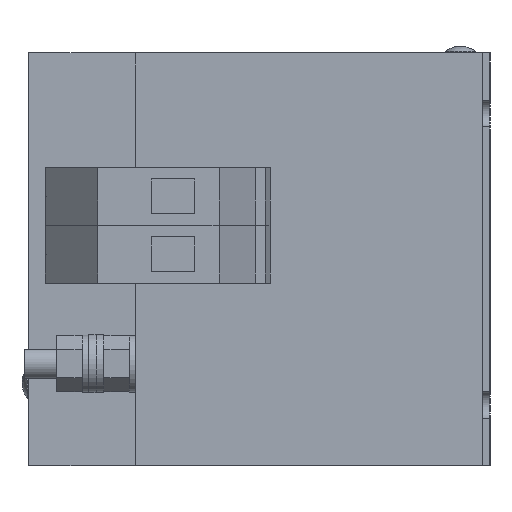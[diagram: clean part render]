
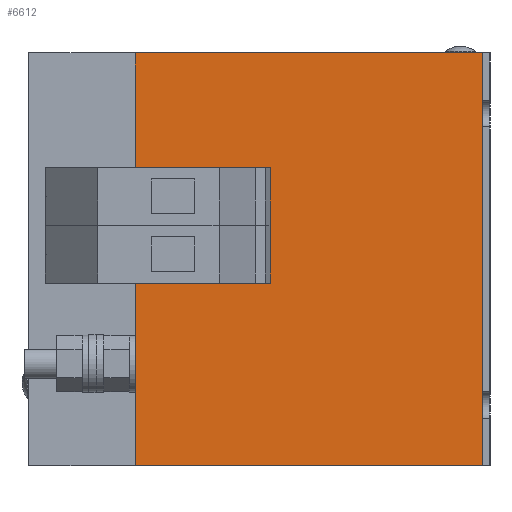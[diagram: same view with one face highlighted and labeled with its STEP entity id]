
A CAD part, left-side view. The second image highlights one B-rep face of the part: STEP entity #6612.
In plain terms, the highlighted planar face has unit normal (-1, 0, 0).
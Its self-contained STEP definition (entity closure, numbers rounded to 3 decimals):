
#153 = FACE_OUTER_BOUND ( 'NONE', #2145, .T. ) ;
#236 = CARTESIAN_POINT ( 'NONE',  ( -97.5, 0., -42. ) ) ;
#243 = VECTOR ( 'NONE', #4783, 1000. ) ;
#293 = CARTESIAN_POINT ( 'NONE',  ( -97.5, 0., 43. ) ) ;
#409 = VERTEX_POINT ( 'NONE', #6114 ) ;
#439 = CARTESIAN_POINT ( 'NONE',  ( -97.5, 0., -42. ) ) ;
#462 = DIRECTION ( 'NONE',  ( 0., 0., 1. ) ) ;
#561 = DIRECTION ( 'NONE',  ( 0., -1., 0. ) ) ;
#734 = VECTOR ( 'NONE', #746, 1000. ) ;
#746 = DIRECTION ( 'NONE',  ( 0., 0., -1. ) ) ;
#801 = ORIENTED_EDGE ( 'NONE', *, *, #1617, .T. ) ;
#984 = ORIENTED_EDGE ( 'NONE', *, *, #6194, .F. ) ;
#990 = CARTESIAN_POINT ( 'NONE',  ( -97.5, 0., -42. ) ) ;
#1137 = CARTESIAN_POINT ( 'NONE',  ( -97.5, 43.8, -42. ) ) ;
#1265 = CARTESIAN_POINT ( 'NONE',  ( -97.5, 71.5, 43. ) ) ;
#1416 = LINE ( 'NONE', #236, #3126 ) ;
#1502 = CARTESIAN_POINT ( 'NONE',  ( -97.5, 71.5, -42. ) ) ;
#1617 = EDGE_CURVE ( 'NONE', #3497, #2590, #5179, .T. ) ;
#1701 = LINE ( 'NONE', #6050, #3989 ) ;
#1799 = VERTEX_POINT ( 'NONE', #3181 ) ;
#1966 = LINE ( 'NONE', #1502, #243 ) ;
#2145 = EDGE_LOOP ( 'NONE', ( #3001, #4512, #5869, #6374, #984, #4675, #2153, #801, #6424 ) ) ;
#2153 = ORIENTED_EDGE ( 'NONE', *, *, #2917, .T. ) ;
#2217 = VECTOR ( 'NONE', #3311, 1000. ) ;
#2549 = DIRECTION ( 'NONE',  ( 0., 0., 1. ) ) ;
#2590 = VERTEX_POINT ( 'NONE', #293 ) ;
#2610 = CARTESIAN_POINT ( 'NONE',  ( -97.5, 43.8, 7.5 ) ) ;
#2664 = DIRECTION ( 'NONE',  ( 0., -1., 0. ) ) ;
#2762 = EDGE_CURVE ( 'NONE', #409, #6835, #5554, .T. ) ;
#2865 = EDGE_CURVE ( 'NONE', #6835, #4129, #6020, .T. ) ;
#2878 = CARTESIAN_POINT ( 'NONE',  ( -97.5, 0., 19.4 ) ) ;
#2917 = EDGE_CURVE ( 'NONE', #5139, #3497, #1416, .T. ) ;
#3001 = ORIENTED_EDGE ( 'NONE', *, *, #5559, .F. ) ;
#3126 = VECTOR ( 'NONE', #5155, 1000. ) ;
#3181 = CARTESIAN_POINT ( 'NONE',  ( -97.5, 71.5, -4.4 ) ) ;
#3233 = EDGE_CURVE ( 'NONE', #6315, #409, #4982, .T. ) ;
#3311 = DIRECTION ( 'NONE',  ( 0., 0., -1. ) ) ;
#3315 = VECTOR ( 'NONE', #6704, 1000. ) ;
#3497 = VERTEX_POINT ( 'NONE', #6472 ) ;
#3959 = LINE ( 'NONE', #5591, #3315 ) ;
#3989 = VECTOR ( 'NONE', #4338, 1000. ) ;
#4129 = VERTEX_POINT ( 'NONE', #6779 ) ;
#4338 = DIRECTION ( 'NONE',  ( 0., -1., 0. ) ) ;
#4465 = DIRECTION ( 'NONE',  ( -1., 0., 0. ) ) ;
#4512 = ORIENTED_EDGE ( 'NONE', *, *, #3233, .T. ) ;
#4670 = CARTESIAN_POINT ( 'NONE',  ( -97.5, 71.5, -42. ) ) ;
#4675 = ORIENTED_EDGE ( 'NONE', *, *, #6854, .F. ) ;
#4783 = DIRECTION ( 'NONE',  ( 0., 0., 1. ) ) ;
#4982 = LINE ( 'NONE', #2878, #6886 ) ;
#4985 = VERTEX_POINT ( 'NONE', #1265 ) ;
#5139 = VERTEX_POINT ( 'NONE', #6326 ) ;
#5155 = DIRECTION ( 'NONE',  ( 0., -1., 0. ) ) ;
#5179 = LINE ( 'NONE', #439, #6066 ) ;
#5554 = LINE ( 'NONE', #6561, #734 ) ;
#5559 = EDGE_CURVE ( 'NONE', #6315, #4985, #6999, .T. ) ;
#5591 = CARTESIAN_POINT ( 'NONE',  ( -97.5, 0., 43. ) ) ;
#5869 = ORIENTED_EDGE ( 'NONE', *, *, #2762, .T. ) ;
#5876 = EDGE_CURVE ( 'NONE', #4985, #2590, #3959, .T. ) ;
#5936 = PLANE ( 'NONE',  #6506 ) ;
#6020 = LINE ( 'NONE', #1137, #2217 ) ;
#6050 = CARTESIAN_POINT ( 'NONE',  ( -97.5, 0., -4.4 ) ) ;
#6066 = VECTOR ( 'NONE', #2549, 1000. ) ;
#6114 = CARTESIAN_POINT ( 'NONE',  ( -97.5, 43.8, 19.4 ) ) ;
#6194 = EDGE_CURVE ( 'NONE', #1799, #4129, #1701, .T. ) ;
#6195 = CARTESIAN_POINT ( 'NONE',  ( -97.5, 71.5, 19.4 ) ) ;
#6315 = VERTEX_POINT ( 'NONE', #6195 ) ;
#6326 = CARTESIAN_POINT ( 'NONE',  ( -97.5, 71.5, -42. ) ) ;
#6374 = ORIENTED_EDGE ( 'NONE', *, *, #2865, .T. ) ;
#6424 = ORIENTED_EDGE ( 'NONE', *, *, #5876, .F. ) ;
#6472 = CARTESIAN_POINT ( 'NONE',  ( -97.5, 0., -42. ) ) ;
#6506 = AXIS2_PLACEMENT_3D ( 'NONE', #990, #4465, #2664 ) ;
#6561 = CARTESIAN_POINT ( 'NONE',  ( -97.5, 43.8, -42. ) ) ;
#6612 = ADVANCED_FACE ( 'NONE', ( #153 ), #5936, .T. ) ;
#6704 = DIRECTION ( 'NONE',  ( 0., -1., 0. ) ) ;
#6779 = CARTESIAN_POINT ( 'NONE',  ( -97.5, 43.8, -4.4 ) ) ;
#6835 = VERTEX_POINT ( 'NONE', #2610 ) ;
#6854 = EDGE_CURVE ( 'NONE', #5139, #1799, #1966, .T. ) ;
#6866 = VECTOR ( 'NONE', #462, 1000. ) ;
#6886 = VECTOR ( 'NONE', #561, 1000. ) ;
#6999 = LINE ( 'NONE', #4670, #6866 ) ;
